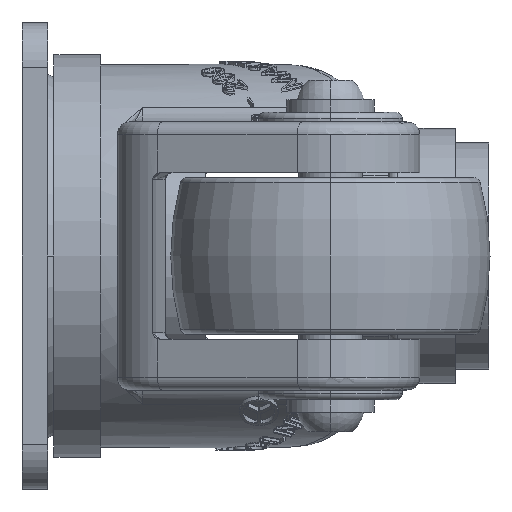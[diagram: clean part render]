
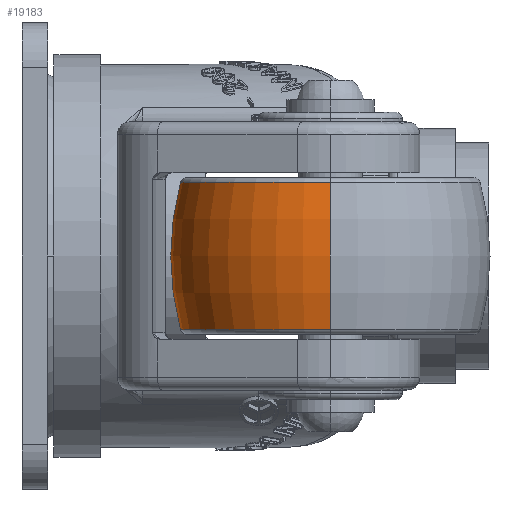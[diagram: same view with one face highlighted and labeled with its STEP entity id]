
A CAD part, left-side view. The second image highlights one B-rep face of the part: STEP entity #19183.
In plain terms, the highlighted toroidal (fillet/blend) face has major radius 18.75 mm and minor radius 43.75 mm.
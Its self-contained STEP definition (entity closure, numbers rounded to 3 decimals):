
#810 = DIRECTION ( 'NONE',  ( 0., 0., 1. ) ) ;
#1673 = EDGE_CURVE ( 'NONE', #18918, #12662, #15397, .T. ) ;
#2200 = FACE_OUTER_BOUND ( 'NONE', #5727, .T. ) ;
#2306 = DIRECTION ( 'NONE',  ( 0., 0., -1. ) ) ;
#3302 = ORIENTED_EDGE ( 'NONE', *, *, #3652, .F. ) ;
#3652 = EDGE_CURVE ( 'NONE', #12662, #6898, #11575, .T. ) ;
#5044 = AXIS2_PLACEMENT_3D ( 'NONE', #13726, #13588, #15762 ) ;
#5173 = CARTESIAN_POINT ( 'NONE',  ( -48., 24.6, 0. ) ) ;
#5727 = EDGE_LOOP ( 'NONE', ( #7911, #11185, #3302, #9641 ) ) ;
#6811 = DIRECTION ( 'NONE',  ( 1., 0., 0. ) ) ;
#6898 = VERTEX_POINT ( 'NONE', #14388 ) ;
#7369 = DIRECTION ( 'NONE',  ( 0., 0., 1. ) ) ;
#7911 = ORIENTED_EDGE ( 'NONE', *, *, #22617, .T. ) ;
#9641 = ORIENTED_EDGE ( 'NONE', *, *, #1673, .F. ) ;
#10787 = AXIS2_PLACEMENT_3D ( 'NONE', #21521, #23840, #23304 ) ;
#11185 = ORIENTED_EDGE ( 'NONE', *, *, #18280, .T. ) ;
#11575 = CIRCLE ( 'NONE', #5044, 23.458 ) ;
#12058 = TOROIDAL_SURFACE ( 'NONE', #12913, -18.75, 43.75 ) ;
#12658 = DIRECTION ( 'NONE',  ( 0., -1., 0. ) ) ;
#12662 = VERTEX_POINT ( 'NONE', #22443 ) ;
#12913 = AXIS2_PLACEMENT_3D ( 'NONE', #5173, #810, #6811 ) ;
#13588 = DIRECTION ( 'NONE',  ( 0., 0., 1. ) ) ;
#13726 = CARTESIAN_POINT ( 'NONE',  ( -48., 24.6, 11.513 ) ) ;
#14388 = CARTESIAN_POINT ( 'NONE',  ( -71.458, 24.6, 11.513 ) ) ;
#15397 = CIRCLE ( 'NONE', #25830, 43.75 ) ;
#15762 = DIRECTION ( 'NONE',  ( 1., 0., 0. ) ) ;
#18249 = CARTESIAN_POINT ( 'NONE',  ( -71.458, 24.6, -11.513 ) ) ;
#18280 = EDGE_CURVE ( 'NONE', #18396, #6898, #25550, .T. ) ;
#18396 = VERTEX_POINT ( 'NONE', #18249 ) ;
#18918 = VERTEX_POINT ( 'NONE', #25612 ) ;
#19063 = CIRCLE ( 'NONE', #22551, 23.458 ) ;
#19183 = ADVANCED_FACE ( 'NONE', ( #2200 ), #12058, .T. ) ;
#19453 = CARTESIAN_POINT ( 'NONE',  ( -48., 24.6, -11.513 ) ) ;
#21521 = CARTESIAN_POINT ( 'NONE',  ( -29.25, 24.6, 0. ) ) ;
#21770 = DIRECTION ( 'NONE',  ( 1., 0., 0. ) ) ;
#22443 = CARTESIAN_POINT ( 'NONE',  ( -24.542, 24.6, 11.513 ) ) ;
#22551 = AXIS2_PLACEMENT_3D ( 'NONE', #19453, #7369, #21770 ) ;
#22617 = EDGE_CURVE ( 'NONE', #18918, #18396, #19063, .T. ) ;
#22863 = CARTESIAN_POINT ( 'NONE',  ( -66.75, 24.6, 0. ) ) ;
#23304 = DIRECTION ( 'NONE',  ( -1., 0., 0. ) ) ;
#23840 = DIRECTION ( 'NONE',  ( 0., 1., 0. ) ) ;
#25550 = CIRCLE ( 'NONE', #10787, 43.75 ) ;
#25612 = CARTESIAN_POINT ( 'NONE',  ( -24.542, 24.6, -11.513 ) ) ;
#25830 = AXIS2_PLACEMENT_3D ( 'NONE', #22863, #12658, #2306 ) ;
